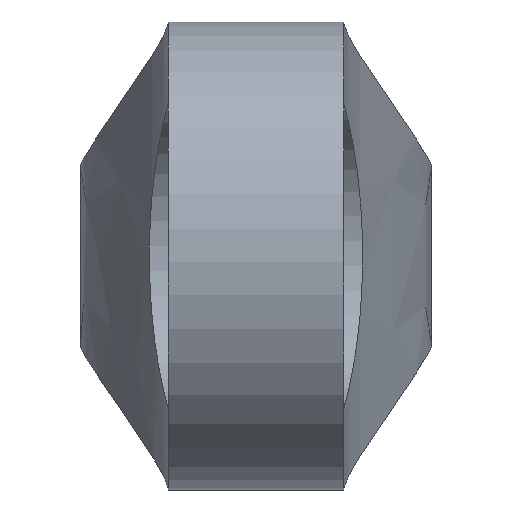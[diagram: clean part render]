
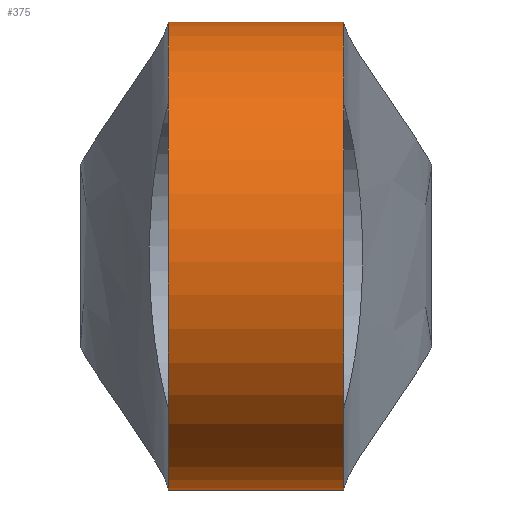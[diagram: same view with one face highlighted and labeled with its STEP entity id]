
A CAD part, left-side view. The second image highlights one B-rep face of the part: STEP entity #375.
In plain terms, the highlighted free-form (B-spline) face has degree [2, 1] with [5, 2] control points.
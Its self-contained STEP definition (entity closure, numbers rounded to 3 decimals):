
#340 = VERTEX_POINT('',#341);
#341 = CARTESIAN_POINT('',(-28.373,8.512,
    22.698));
#349 = EDGE_CURVE('',#340,#350,#352,.T.);
#350 = VERTEX_POINT('',#351);
#351 = CARTESIAN_POINT('',(-28.373,-8.512,
    22.698));
#352 = B_SPLINE_CURVE_WITH_KNOTS('',1,(#353,#354),.UNSPECIFIED.,.F.,.F.,
  (2,2),(-0.,15.),.PIECEWISE_BEZIER_KNOTS.);
#353 = CARTESIAN_POINT('',(-28.373,8.512,
    22.698));
#354 = CARTESIAN_POINT('',(-28.373,-8.512,
    22.698));
#375 = ADVANCED_FACE('',(#376),#404,.T.);
#376 = FACE_BOUND('',#377,.T.);
#377 = EDGE_LOOP('',(#378,#379,#389,#396));
#378 = ORIENTED_EDGE('',*,*,#349,.F.);
#379 = ORIENTED_EDGE('',*,*,#380,.F.);
#380 = EDGE_CURVE('',#381,#340,#383,.T.);
#381 = VERTEX_POINT('',#382);
#382 = CARTESIAN_POINT('',(-28.373,8.512,
    -22.698));
#383 = ( BOUNDED_CURVE() B_SPLINE_CURVE(2,(#384,#385,#386,#387,#388),
.UNSPECIFIED.,.F.,.F.) B_SPLINE_CURVE_WITH_KNOTS((3,2,3),(3.142,
4.712,6.283),.PIECEWISE_BEZIER_KNOTS.) CURVE() 
GEOMETRIC_REPRESENTATION_ITEM() RATIONAL_B_SPLINE_CURVE((1.,
0.707,1.,0.707,1.)) REPRESENTATION_ITEM('') );
#384 = CARTESIAN_POINT('',(-28.373,8.512,
    -22.698));
#385 = CARTESIAN_POINT('',(-51.071,8.512,-22.698
    ));
#386 = CARTESIAN_POINT('',(-51.071,8.512,
    0.));
#387 = CARTESIAN_POINT('',(-51.071,8.512,22.698
    ));
#388 = CARTESIAN_POINT('',(-28.373,8.512,
    22.698));
#389 = ORIENTED_EDGE('',*,*,#390,.T.);
#390 = EDGE_CURVE('',#381,#391,#393,.T.);
#391 = VERTEX_POINT('',#392);
#392 = CARTESIAN_POINT('',(-28.373,-8.512,
    -22.698));
#393 = B_SPLINE_CURVE_WITH_KNOTS('',1,(#394,#395),.UNSPECIFIED.,.F.,.F.,
  (2,2),(-0.,15.),.PIECEWISE_BEZIER_KNOTS.);
#394 = CARTESIAN_POINT('',(-28.373,8.512,
    -22.698));
#395 = CARTESIAN_POINT('',(-28.373,-8.512,
    -22.698));
#396 = ORIENTED_EDGE('',*,*,#397,.T.);
#397 = EDGE_CURVE('',#391,#350,#398,.T.);
#398 = ( BOUNDED_CURVE() B_SPLINE_CURVE(2,(#399,#400,#401,#402,#403),
.UNSPECIFIED.,.F.,.F.) B_SPLINE_CURVE_WITH_KNOTS((3,2,3),(3.142,
4.712,6.283),.PIECEWISE_BEZIER_KNOTS.) CURVE() 
GEOMETRIC_REPRESENTATION_ITEM() RATIONAL_B_SPLINE_CURVE((1.,
0.707,1.,0.707,1.)) REPRESENTATION_ITEM('') );
#399 = CARTESIAN_POINT('',(-28.373,-8.512,
    -22.698));
#400 = CARTESIAN_POINT('',(-51.071,-8.512,
    -22.698));
#401 = CARTESIAN_POINT('',(-51.071,-8.512,
    0.));
#402 = CARTESIAN_POINT('',(-51.071,-8.512,
    22.698));
#403 = CARTESIAN_POINT('',(-28.373,-8.512,
    22.698));
#404 = ( BOUNDED_SURFACE() B_SPLINE_SURFACE(2,1,(
    (#405,#406)
    ,(#407,#408)
    ,(#409,#410)
    ,(#411,#412)
,(#413,#414
    )),.UNSPECIFIED.,.F.,.F.,.F.) B_SPLINE_SURFACE_WITH_KNOTS((3,2,3),(2
    ,2),(3.142,4.712,6.283),(0.,15.),
.PIECEWISE_BEZIER_KNOTS.) GEOMETRIC_REPRESENTATION_ITEM() 
RATIONAL_B_SPLINE_SURFACE((
    (1.,1.)
    ,(0.707,0.707)
    ,(1.,1.)
    ,(0.707,0.707)
,(1.,1.))) REPRESENTATION_ITEM('') SURFACE() );
#405 = CARTESIAN_POINT('',(-28.373,8.512,
    22.698));
#406 = CARTESIAN_POINT('',(-28.373,-8.512,
    22.698));
#407 = CARTESIAN_POINT('',(-51.071,8.512,22.698
    ));
#408 = CARTESIAN_POINT('',(-51.071,-8.512,
    22.698));
#409 = CARTESIAN_POINT('',(-51.071,8.512,
    0.));
#410 = CARTESIAN_POINT('',(-51.071,-8.512,
    0.));
#411 = CARTESIAN_POINT('',(-51.071,8.512,-22.698
    ));
#412 = CARTESIAN_POINT('',(-51.071,-8.512,
    -22.698));
#413 = CARTESIAN_POINT('',(-28.373,8.512,
    -22.698));
#414 = CARTESIAN_POINT('',(-28.373,-8.512,
    -22.698));
